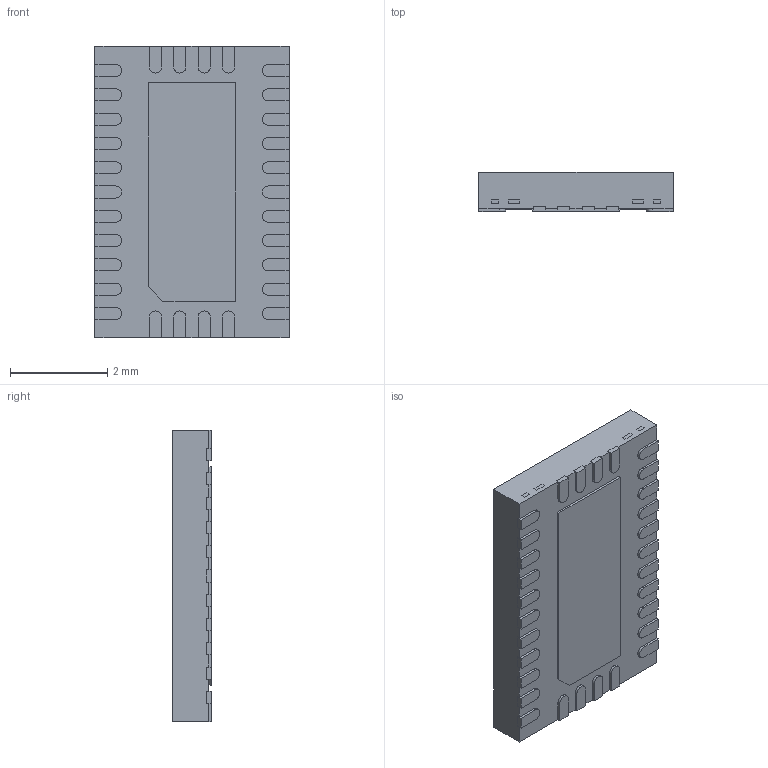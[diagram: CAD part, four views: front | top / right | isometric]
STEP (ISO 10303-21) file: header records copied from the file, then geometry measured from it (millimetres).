
FILE_DESCRIPTION (( 'STEP AP214' ), '1' );
FILE_NAME ('LM76002RNPT.STEP', '2023-10-11T12:12:00', ( '' ), ( '' ), 'SwSTEP 2.0', 'SolidWorks 2021', '' );
FILE_SCHEMA (( 'AUTOMOTIVE_DESIGN' ));
Length unit declared in the file: millimetre
Products named in the file (1): LM76002RNPT
Bounding box: 4 x 0.8 x 6 mm (x, y, z)
Volume: 18.6 mm3; surface area: 96.4 mm2
Topology: 41 solids, 41 shells, 422 faces, 990 edges, 660 vertices
Faces by surface type: plane 350, cylinder 72
Entity records: 12352 total; most frequent: CARTESIAN_POINT 2073, DIRECTION 1980, ORIENTED_EDGE 1980, EDGE_CURVE 990, LINE 846, VECTOR 846, VERTEX_POINT 660, AXIS2_PLACEMENT_3D 567
